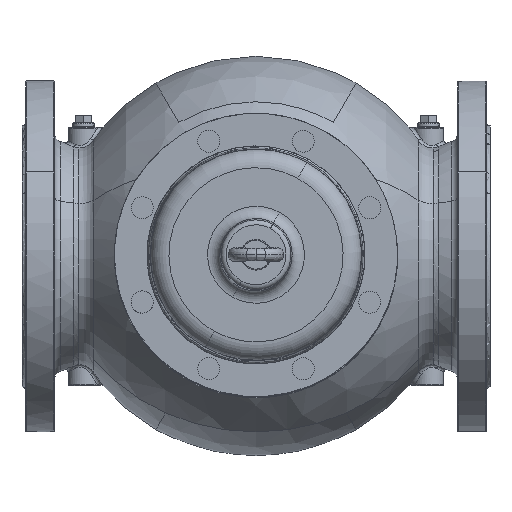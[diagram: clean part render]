
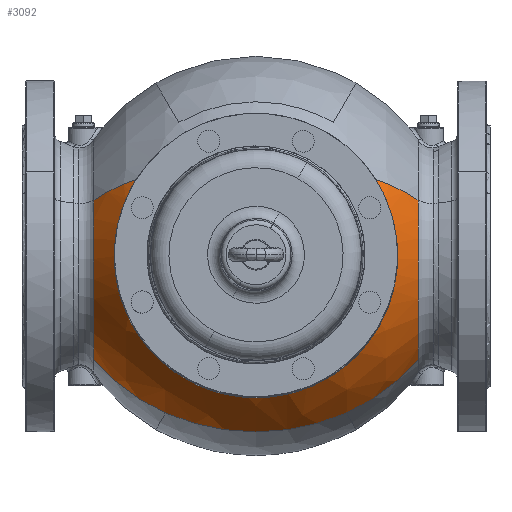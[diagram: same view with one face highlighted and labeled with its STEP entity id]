
A CAD part, top view. The second image highlights one B-rep face of the part: STEP entity #3092.
In plain terms, the highlighted spherical face has radius 162.5 mm.
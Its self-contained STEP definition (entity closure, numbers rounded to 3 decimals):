
#1945=DIRECTION('Axis2P3D Direction',(0.,-0.878,0.479)) ;
#1977=DIRECTION('Axis2P3D Direction',(0.,-0.878,0.479)) ;
#2960=DIRECTION('Axis2P3D Direction',(-1.,0.,0.)) ;
#2961=DIRECTION('Axis2P3D XDirection',(0.,-0.878,0.479)) ;
#2965=DIRECTION('Axis2P3D Direction',(-0.,-0.479,-0.878)) ;
#2974=DIRECTION('Axis2P3D Direction',(-1.,0.,0.)) ;
#3063=DIRECTION('Axis2P3D Direction',(-1.,0.,0.)) ;
#3070=DIRECTION('Axis2P3D Direction',(-0.,-0.479,-0.878)) ;
#3077=DIRECTION('Axis2P3D Direction',(-0.,-0.479,-0.878)) ;
#1941=CARTESIAN_POINT('Vertex',(-131.576,45.72,83.689)) ;
#1944=CARTESIAN_POINT('Axis2P3D Location',(0.,0.,0.)) ;
#1948=CARTESIAN_POINT('Vertex',(-93.614,63.68,116.565)) ;
#1973=CARTESIAN_POINT('Vertex',(93.614,63.68,116.565)) ;
#1976=CARTESIAN_POINT('Axis2P3D Location',(0.,0.,0.)) ;
#1980=CARTESIAN_POINT('Vertex',(131.576,45.72,83.689)) ;
#2959=CARTESIAN_POINT('Axis2P3D Location',(0.,0.,0.)) ;
#2964=CARTESIAN_POINT('Axis2P3D Location',(0.,0.,0.)) ;
#2968=CARTESIAN_POINT('Vertex',(131.576,-83.689,45.72)) ;
#2970=CARTESIAN_POINT('Vertex',(73.445,-127.21,69.495)) ;
#2973=CARTESIAN_POINT('Axis2P3D Location',(131.576,0.,0.)) ;
#2979=CARTESIAN_POINT('Control Point',(93.614,63.68,116.565)) ;
#2980=CARTESIAN_POINT('Control Point',(97.65,57.747,116.565)) ;
#2981=CARTESIAN_POINT('Control Point',(101.101,51.663,116.565)) ;
#2982=CARTESIAN_POINT('Control Point',(103.971,45.542,116.565)) ;
#2983=CARTESIAN_POINT('Control Point',(107.702,35.843,116.566)) ;
#2984=CARTESIAN_POINT('Control Point',(110.23,26.235,116.566)) ;
#2985=CARTESIAN_POINT('Control Point',(111.011,22.689,116.565)) ;
#2986=CARTESIAN_POINT('Control Point',(112.207,16.018,116.565)) ;
#2987=CARTESIAN_POINT('Control Point',(112.894,9.396,116.565)) ;
#2988=CARTESIAN_POINT('Control Point',(113.11,6.286,116.565)) ;
#2989=CARTESIAN_POINT('Control Point',(113.273,1.618,116.565)) ;
#2990=CARTESIAN_POINT('Control Point',(113.195,-3.051,116.565)) ;
#2991=CARTESIAN_POINT('Control Point',(113.142,-4.614,116.565)) ;
#2992=CARTESIAN_POINT('Control Point',(112.755,-12.188,116.565)) ;
#2993=CARTESIAN_POINT('Control Point',(111.727,-19.792,116.565)) ;
#2994=CARTESIAN_POINT('Control Point',(110.493,-25.874,116.565)) ;
#2995=CARTESIAN_POINT('Control Point',(107.276,-37.522,116.565)) ;
#2996=CARTESIAN_POINT('Control Point',(102.212,-49.268,116.565)) ;
#2997=CARTESIAN_POINT('Control Point',(99.365,-54.829,116.565)) ;
#2998=CARTESIAN_POINT('Control Point',(93.233,-64.954,116.565)) ;
#2999=CARTESIAN_POINT('Control Point',(85.458,-74.593,116.565)) ;
#3000=CARTESIAN_POINT('Control Point',(81.574,-78.836,116.565)) ;
#3001=CARTESIAN_POINT('Control Point',(73.318,-86.755,116.565)) ;
#3002=CARTESIAN_POINT('Control Point',(63.939,-93.701,116.565)) ;
#3003=CARTESIAN_POINT('Control Point',(59.105,-96.826,116.565)) ;
#3004=CARTESIAN_POINT('Control Point',(48.622,-102.69,116.565)) ;
#3005=CARTESIAN_POINT('Control Point',(37.392,-107.143,116.565)) ;
#3006=CARTESIAN_POINT('Control Point',(31.406,-109.048,116.565)) ;
#3007=CARTESIAN_POINT('Control Point',(16.681,-112.634,116.565)) ;
#3008=CARTESIAN_POINT('Control Point',(1.524,-113.732,116.565)) ;
#3009=CARTESIAN_POINT('Control Point',(-7.393,-113.502,116.565)) ;
#3010=CARTESIAN_POINT('Control Point',(-21.43,-111.752,116.565)) ;
#3011=CARTESIAN_POINT('Control Point',(-34.976,-107.871,116.565)) ;
#3012=CARTESIAN_POINT('Control Point',(-39.92,-106.142,116.565)) ;
#3013=CARTESIAN_POINT('Control Point',(-48.139,-102.72,116.565)) ;
#3014=CARTESIAN_POINT('Control Point',(-55.93,-98.542,116.565)) ;
#3015=CARTESIAN_POINT('Control Point',(-59.081,-96.686,116.565)) ;
#3016=CARTESIAN_POINT('Control Point',(-65.256,-92.703,116.565)) ;
#3017=CARTESIAN_POINT('Control Point',(-71.038,-88.276,116.565)) ;
#3018=CARTESIAN_POINT('Control Point',(-73.844,-85.94,116.565)) ;
#3019=CARTESIAN_POINT('Control Point',(-80.016,-80.369,116.565)) ;
#3020=CARTESIAN_POINT('Control Point',(-85.551,-74.373,116.565)) ;
#3021=CARTESIAN_POINT('Control Point',(-88.459,-70.881,116.565)) ;
#3022=CARTESIAN_POINT('Control Point',(-91.146,-67.308,116.565)) ;
#3023=CARTESIAN_POINT('Control Point',(-93.614,-63.68,116.565)) ;
#3024=CARTESIAN_POINT('Vertex',(-93.614,-63.68,116.565)) ;
#3028=CARTESIAN_POINT('Control Point',(-93.614,-63.68,116.565)) ;
#3029=CARTESIAN_POINT('Control Point',(-97.,-58.703,116.565)) ;
#3030=CARTESIAN_POINT('Control Point',(-99.971,-53.624,116.565)) ;
#3031=CARTESIAN_POINT('Control Point',(-102.533,-48.507,116.565)) ;
#3032=CARTESIAN_POINT('Control Point',(-108.042,-35.594,116.566)) ;
#3033=CARTESIAN_POINT('Control Point',(-111.314,-22.807,116.566)) ;
#3034=CARTESIAN_POINT('Control Point',(-112.579,-15.199,116.565)) ;
#3035=CARTESIAN_POINT('Control Point',(-113.647,-2.507,116.565)) ;
#3036=CARTESIAN_POINT('Control Point',(-112.936,10.186,116.565)) ;
#3037=CARTESIAN_POINT('Control Point',(-112.358,15.331,116.566)) ;
#3038=CARTESIAN_POINT('Control Point',(-110.974,23.446,116.565)) ;
#3039=CARTESIAN_POINT('Control Point',(-108.775,31.64,116.565)) ;
#3040=CARTESIAN_POINT('Control Point',(-107.867,34.616,116.565)) ;
#3041=CARTESIAN_POINT('Control Point',(-106.031,39.962,116.565)) ;
#3042=CARTESIAN_POINT('Control Point',(-103.799,45.326,116.565)) ;
#3043=CARTESIAN_POINT('Control Point',(-102.735,47.693,116.565)) ;
#3044=CARTESIAN_POINT('Control Point',(-101.364,50.52,116.565)) ;
#3045=CARTESIAN_POINT('Control Point',(-99.871,53.338,116.565)) ;
#3046=CARTESIAN_POINT('Control Point',(-99.625,53.797,116.565)) ;
#3047=CARTESIAN_POINT('Control Point',(-99.127,54.712,116.565)) ;
#3048=CARTESIAN_POINT('Control Point',(-98.617,55.623,116.565)) ;
#3049=CARTESIAN_POINT('Control Point',(-98.364,56.069,116.565)) ;
#3050=CARTESIAN_POINT('Control Point',(-97.847,56.969,116.565)) ;
#3051=CARTESIAN_POINT('Control Point',(-97.318,57.865,116.565)) ;
#3052=CARTESIAN_POINT('Control Point',(-97.052,58.311,116.565)) ;
#3053=CARTESIAN_POINT('Control Point',(-96.517,59.194,116.565)) ;
#3054=CARTESIAN_POINT('Control Point',(-95.969,60.076,116.565)) ;
#3055=CARTESIAN_POINT('Control Point',(-95.697,60.509,116.565)) ;
#3056=CARTESIAN_POINT('Control Point',(-95.125,61.406,116.565)) ;
#3057=CARTESIAN_POINT('Control Point',(-94.539,62.303,116.565)) ;
#3058=CARTESIAN_POINT('Control Point',(-94.234,62.762,116.565)) ;
#3059=CARTESIAN_POINT('Control Point',(-93.926,63.222,116.565)) ;
#3060=CARTESIAN_POINT('Control Point',(-93.614,63.68,116.565)) ;
#3062=CARTESIAN_POINT('Axis2P3D Location',(-131.576,0.,0.)) ;
#3066=CARTESIAN_POINT('Vertex',(-131.575,-83.689,45.72)) ;
#3069=CARTESIAN_POINT('Axis2P3D Location',(0.,0.,0.)) ;
#3073=CARTESIAN_POINT('Vertex',(-73.445,-127.21,69.495)) ;
#3076=CARTESIAN_POINT('Axis2P3D Location',(0.,0.,0.)) ;
#1946=AXIS2_PLACEMENT_3D('Circle Axis2P3D',#1944,#1945,$) ;
#1978=AXIS2_PLACEMENT_3D('Circle Axis2P3D',#1976,#1977,$) ;
#2962=AXIS2_PLACEMENT_3D('Sphere Axis2P3D',#2959,#2960,#2961) ;
#2966=AXIS2_PLACEMENT_3D('Circle Axis2P3D',#2964,#2965,$) ;
#2975=AXIS2_PLACEMENT_3D('Circle Axis2P3D',#2973,#2974,$) ;
#3064=AXIS2_PLACEMENT_3D('Circle Axis2P3D',#3062,#3063,$) ;
#3071=AXIS2_PLACEMENT_3D('Circle Axis2P3D',#3069,#3070,$) ;
#3078=AXIS2_PLACEMENT_3D('Circle Axis2P3D',#3076,#3077,$) ;
#1950=EDGE_CURVE('',#1942,#1949,#1947,.F.) ;
#1982=EDGE_CURVE('',#1974,#1981,#1979,.F.) ;
#2972=EDGE_CURVE('',#2969,#2971,#2967,.T.) ;
#2977=EDGE_CURVE('',#2969,#1981,#2976,.T.) ;
#3026=EDGE_CURVE('',#3025,#1974,#2978,.F.) ;
#3061=EDGE_CURVE('',#1949,#3025,#3027,.F.) ;
#3068=EDGE_CURVE('',#3067,#1942,#3065,.T.) ;
#3075=EDGE_CURVE('',#3074,#3067,#3072,.T.) ;
#3080=EDGE_CURVE('',#2971,#3074,#3079,.T.) ;
#3082=ORIENTED_EDGE('',*,*,#2972,.F.) ;
#3083=ORIENTED_EDGE('',*,*,#2977,.T.) ;
#3084=ORIENTED_EDGE('',*,*,#1982,.F.) ;
#3085=ORIENTED_EDGE('',*,*,#3026,.F.) ;
#3086=ORIENTED_EDGE('',*,*,#3061,.F.) ;
#3087=ORIENTED_EDGE('',*,*,#1950,.F.) ;
#3088=ORIENTED_EDGE('',*,*,#3068,.F.) ;
#3089=ORIENTED_EDGE('',*,*,#3075,.F.) ;
#3090=ORIENTED_EDGE('',*,*,#3080,.F.) ;
#3092=ADVANCED_FACE('Hauptk\X2\00F6\X0\rper',(#3091),#2963,.T.) ;
#1947=CIRCLE('generated circle',#1946,162.5) ;
#1979=CIRCLE('generated circle',#1978,162.5) ;
#2967=CIRCLE('generated circle',#2966,162.5) ;
#2976=CIRCLE('generated circle',#2975,95.363) ;
#3065=CIRCLE('generated circle',#3064,95.363) ;
#3072=CIRCLE('generated circle',#3071,162.5) ;
#3079=CIRCLE('generated circle',#3078,162.5) ;
#2963=SPHERICAL_SURFACE('',#2962,162.5) ;
#1942=VERTEX_POINT('',#1941) ;
#1949=VERTEX_POINT('',#1948) ;
#1974=VERTEX_POINT('',#1973) ;
#1981=VERTEX_POINT('',#1980) ;
#2969=VERTEX_POINT('',#2968) ;
#2971=VERTEX_POINT('',#2970) ;
#3025=VERTEX_POINT('',#3024) ;
#3067=VERTEX_POINT('',#3066) ;
#3074=VERTEX_POINT('',#3073) ;
#2978=B_SPLINE_CURVE_WITH_KNOTS('',5,(#2979,#2980,#2981,#2982,#2983,#2984,#2985,#2986,#2987,#2988,#2989,#2990,#2991,#2992,#2993,#2994,#2995,#2996,#2997,#2998,#2999,#3000,#3001,#3002,#3003,#3004,#3005,#3006,#3007,#3008,#3009,#3010,#3011,#3012,#3013,#3014,#3015,#3016,#3017,#3018,#3019,#3020,#3021,#3022,#3023),.UNSPECIFIED.,.F.,.U.,(6,3,3,3,3,3,3,3,3,3,3,3,3,3,6),(0.,53.96,85.769,114.044,128.237,182.875,232.004,273.22,312.805,355.502,415.929,451.485,476.577,502.092,535.09),.UNSPECIFIED.) ;
#3027=B_SPLINE_CURVE_WITH_KNOTS('',5,(#3028,#3029,#3030,#3031,#3032,#3033,#3034,#3035,#3036,#3037,#3038,#3039,#3040,#3041,#3042,#3043,#3044,#3045,#3046,#3047,#3048,#3049,#3050,#3051,#3052,#3053,#3054,#3055,#3056,#3057,#3058,#3059,#3060),.UNSPECIFIED.,.F.,.U.,(6,3,3,3,3,3,3,3,3,3,6),(0.,43.477,109.814,154.802,180.323,200.474,204.4,208.304,212.178,215.986,219.991),.UNSPECIFIED.) ;
#3081=EDGE_LOOP('',(#3082,#3083,#3084,#3085,#3086,#3087,#3088,#3089,#3090)) ;
#3091=FACE_OUTER_BOUND('',#3081,.T.) ;
